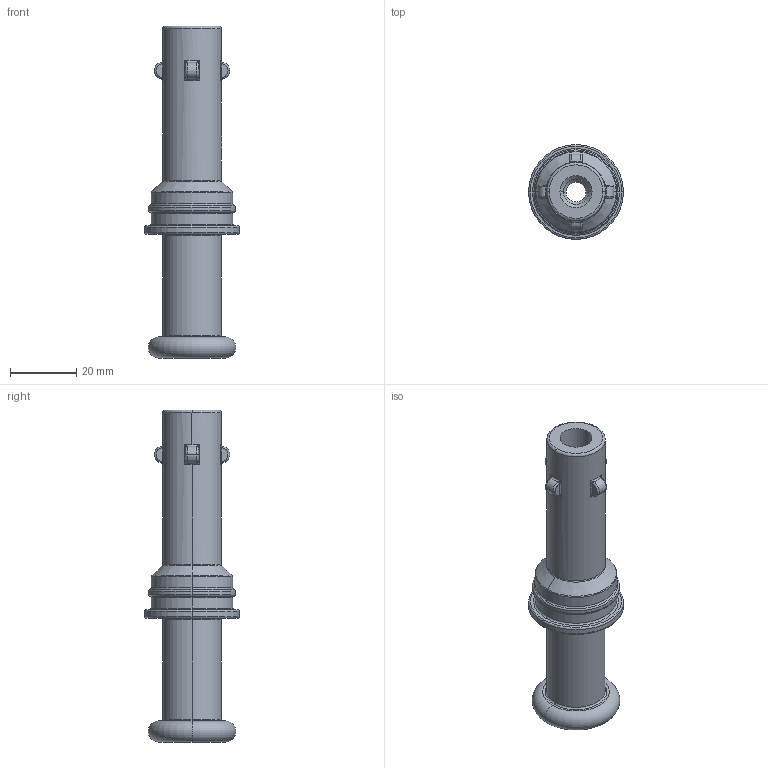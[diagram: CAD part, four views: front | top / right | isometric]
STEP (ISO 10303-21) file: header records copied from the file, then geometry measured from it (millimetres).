
FILE_DESCRIPTION (( 'STEP AP203' ), '1' );
FILE_NAME ('SB18.STEP', '2019-10-30T12:26:22', ( 'tempuser' ), ( 'Microsoft' ), 'SwSTEP 2.0', 'SolidWorks 2019', '' );
FILE_SCHEMA (( 'CONFIG_CONTROL_DESIGN' ));
Length unit declared in the file: inch
Products named in the file (1): SB18
Bounding box: 28.57 x 28.57 x 100.08 mm (x, y, z)
Volume: 25342.2 mm3; surface area: 10022.2 mm2
Topology: 1 solids, 1 shells, 227 faces, 576 edges, 340 vertices
Faces by surface type: bspline 106, cylinder 52, torus 38, plane 21, cone 10
Entity records: 11420 total; most frequent: CARTESIAN_POINT 6911, ORIENTED_EDGE 1120, DIRECTION 620, EDGE_CURVE 560, VERTEX_POINT 340, B_SPLINE_CURVE_WITH_KNOTS 338, AXIS2_PLACEMENT_3D 276, EDGE_LOOP 234
